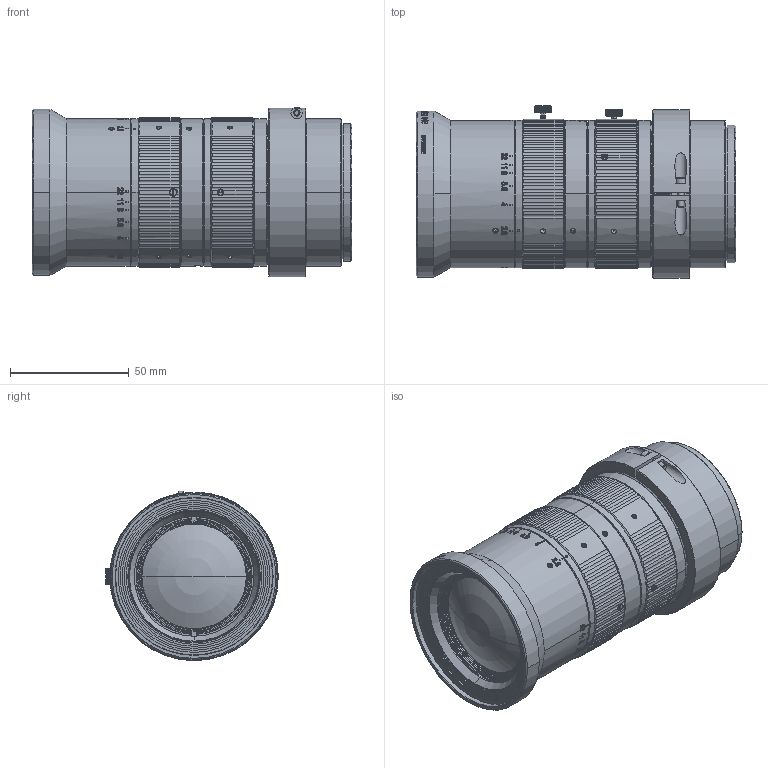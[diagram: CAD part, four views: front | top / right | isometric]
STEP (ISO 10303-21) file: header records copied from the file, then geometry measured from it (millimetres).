
FILE_DESCRIPTION((''),'2;1');
FILE_NAME('LM2828B_M58-F_ASM-N58','2020-09-08T',('Administrator'),(''),'PRO/ENGINEER BY PARAMETRIC TECHNOLOGY CORPORATION, 2014320','PRO/ENGINEER BY PARAMETRIC TECHNOLOGY CORPORATION, 2014320','');
FILE_SCHEMA(('CONFIG_CONTROL_DESIGN','SHAPE_APPEARANCE_LAYERS_GROUPS'));
Length unit declared in the file: millimetre
Products named in the file (1): LM2828B_M58-F_ASM-N58
Bounding box: 134.8 x 72.75 x 71.35 mm (x, y, z)
Volume: 230912.7 mm3; surface area: 91512.4 mm2
Topology: 1 solids, 36 shells, 3665 faces, 9720 edges, 6363 vertices
Faces by surface type: plane 1126, cylinder 1089, bspline 781, extrusion 386, cone 245, torus 30, sphere 8
Entity records: 168451 total; most frequent: CARTESIAN_POINT 76911, ORIENTED_EDGE 19384, DIRECTION 14148, EDGE_CURVE 9692, VERTEX_POINT 6363, AXIS2_PLACEMENT_3D 4875, VECTOR 4398, LINE 4012
